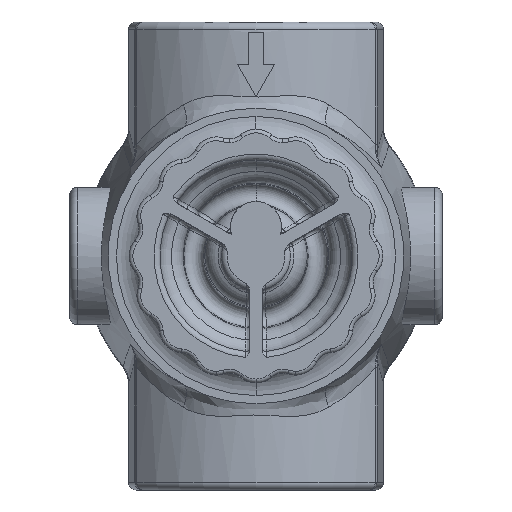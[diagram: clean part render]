
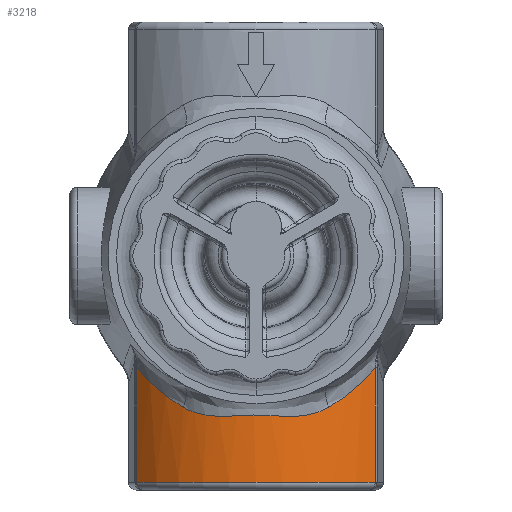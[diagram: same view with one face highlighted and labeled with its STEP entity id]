
A CAD part, front view. The second image highlights one B-rep face of the part: STEP entity #3218.
In plain terms, the highlighted cylindrical face has radius 31.623 mm (diameter 63.246 mm), a partial arc.
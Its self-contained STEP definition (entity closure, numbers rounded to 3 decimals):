
#342 = CARTESIAN_POINT ( 'NONE',  ( 20.249, -18.086, -25.719 ) ) ;
#666 = B_SPLINE_CURVE_WITH_KNOTS ( 'NONE', 3,
 ( #20292, #14359, #2864, #20166, #8426, #19921, #982, #10176, #6889, #18018, #739, #14473, #2991, #10679, #16240, #22071, #15993, #8680, #10554, #20416, #23967, #12702, #2627, #21819, #8556, #1093, #14604, #18271 ),
 .UNSPECIFIED., .F., .F.,
 ( 4, 2, 2, 2, 2, 2, 2, 2, 2, 2, 2, 2, 2, 4 ),
 ( 0., 0.004, 0.006, 0.008, 0.011, 0.013, 0.015, 0.017, 0.019, 0.021, 0.023, 0.027, 0.029, 0.031 ),
 .UNSPECIFIED. ) ;
#739 = CARTESIAN_POINT ( 'NONE',  ( 2.507, -25.307, -31.576 ) ) ;
#830 = CARTESIAN_POINT ( 'NONE',  ( -22.382, -16.192, -23.637 ) ) ;
#910 = ORIENTED_EDGE ( 'NONE', *, *, #21218, .T. ) ;
#982 = CARTESIAN_POINT ( 'NONE',  ( 8.09, -24.354, -31.748 ) ) ;
#1093 = CARTESIAN_POINT ( 'NONE',  ( -13.368, -22.442, -30.535 ) ) ;
#2247 = DIRECTION ( 'NONE',  ( 0., 0., -1. ) ) ;
#2285 = AXIS2_PLACEMENT_3D ( 'NONE', #24828, #2247, #7531 ) ;
#2504 = CARTESIAN_POINT ( 'NONE',  ( -23.605, -14.82, -22.158 ) ) ;
#2627 = CARTESIAN_POINT ( 'NONE',  ( -9.972, -23.812, -31.576 ) ) ;
#2864 = CARTESIAN_POINT ( 'NONE',  ( 12.276, -22.947, -31.006 ) ) ;
#2991 = CARTESIAN_POINT ( 'NONE',  ( 0.605, -25.401, -31.487 ) ) ;
#3218 = ADVANCED_FACE ( 'NONE', ( #15610 ), #9430, .T. ) ;
#3458 = ORIENTED_EDGE ( 'NONE', *, *, #4051, .T. ) ;
#4051 = EDGE_CURVE ( 'NONE', #11474, #4644, #22744, .T. ) ;
#4348 = CARTESIAN_POINT ( 'NONE',  ( -18.739, -19.268, -27.026 ) ) ;
#4561 = EDGE_CURVE ( 'NONE', #11284, #15254, #16471, .T. ) ;
#4590 = VECTOR ( 'NONE', #17776, 1000. ) ;
#4644 = VERTEX_POINT ( 'NONE', #8395 ) ;
#5498 = CARTESIAN_POINT ( 'NONE',  ( 22.993, -15.507, -22.899 ) ) ;
#5605 = ORIENTED_EDGE ( 'NONE', *, *, #22745, .T. ) ;
#5761 = CARTESIAN_POINT ( 'NONE',  ( 14.872, -21.69, -29.723 ) ) ;
#6372 = CARTESIAN_POINT ( 'NONE',  ( -23.605, -14.82, -22.158 ) ) ;
#6889 = CARTESIAN_POINT ( 'NONE',  ( 5.013, -25.026, -31.746 ) ) ;
#7531 = DIRECTION ( 'NONE',  ( -1., 0., 0. ) ) ;
#7645 = CARTESIAN_POINT ( 'NONE',  ( 14.403, -21.93, -29.992 ) ) ;
#7916 = CARTESIAN_POINT ( 'NONE',  ( 23.605, -14.82, -22.158 ) ) ;
#8029 = CARTESIAN_POINT ( 'NONE',  ( 17.927, -19.847, -27.669 ) ) ;
#8395 = CARTESIAN_POINT ( 'NONE',  ( 23.605, -14.82, -22.158 ) ) ;
#8399 = ORIENTED_EDGE ( 'NONE', *, *, #14379, .T. ) ;
#8426 = CARTESIAN_POINT ( 'NONE',  ( 9.913, -23.813, -31.549 ) ) ;
#8556 = CARTESIAN_POINT ( 'NONE',  ( -12.273, -22.927, -30.967 ) ) ;
#8680 = CARTESIAN_POINT ( 'NONE',  ( -4.446, -25.092, -31.708 ) ) ;
#9075 = CARTESIAN_POINT ( 'NONE',  ( 23.605, -14.82, -44.831 ) ) ;
#9255 = VERTEX_POINT ( 'NONE', #23224 ) ;
#9430 = CYLINDRICAL_SURFACE ( 'NONE', #2285, 31.623 ) ;
#10017 = CARTESIAN_POINT ( 'NONE',  ( -21.023, -17.479, -25.049 ) ) ;
#10176 = CARTESIAN_POINT ( 'NONE',  ( 6.252, -24.802, -31.808 ) ) ;
#10194 = CARTESIAN_POINT ( 'NONE',  ( -23.605, -14.82, 46.355 ) ) ;
#10398 = CARTESIAN_POINT ( 'NONE',  ( -16.66, -20.661, -28.574 ) ) ;
#10554 = CARTESIAN_POINT ( 'NONE',  ( -5.072, -24.997, -31.745 ) ) ;
#10679 = CARTESIAN_POINT ( 'NONE',  ( -0.667, -25.399, -31.488 ) ) ;
#10966 = EDGE_CURVE ( 'NONE', #15341, #11474, #23787, .T. ) ;
#11284 = VERTEX_POINT ( 'NONE', #22113 ) ;
#11474 = VERTEX_POINT ( 'NONE', #9075 ) ;
#12702 = CARTESIAN_POINT ( 'NONE',  ( -8.781, -24.183, -31.721 ) ) ;
#14116 = LINE ( 'NONE', #10194, #4590 ) ;
#14197 = CARTESIAN_POINT ( 'NONE',  ( -17.936, -19.841, -27.662 ) ) ;
#14359 = CARTESIAN_POINT ( 'NONE',  ( 13.375, -22.455, -30.581 ) ) ;
#14379 = EDGE_CURVE ( 'NONE', #4644, #9255, #24356, .T. ) ;
#14473 = CARTESIAN_POINT ( 'NONE',  ( 1.243, -25.382, -31.508 ) ) ;
#14559 = VECTOR ( 'NONE', #24853, 1000. ) ;
#14604 = CARTESIAN_POINT ( 'NONE',  ( -13.895, -22.189, -30.283 ) ) ;
#15219 = CARTESIAN_POINT ( 'NONE',  ( 16.658, -20.661, -28.575 ) ) ;
#15254 = VERTEX_POINT ( 'NONE', #2504 ) ;
#15341 = VERTEX_POINT ( 'NONE', #24320 ) ;
#15343 = CARTESIAN_POINT ( 'NONE',  ( 16.224, -20.926, -28.87 ) ) ;
#15576 = EDGE_LOOP ( 'NONE', ( #20849, #3458, #8399, #910, #24461, #5605 ) ) ;
#15610 = FACE_OUTER_BOUND ( 'NONE', #15576, .T. ) ;
#15993 = CARTESIAN_POINT ( 'NONE',  ( -3.191, -25.245, -31.625 ) ) ;
#16059 = DIRECTION ( 'NONE',  ( 0., 0., 1. ) ) ;
#16240 = CARTESIAN_POINT ( 'NONE',  ( -1.3, -25.38, -31.51 ) ) ;
#16471 = B_SPLINE_CURVE_WITH_KNOTS ( 'NONE', 3,
 ( #23571, #21541, #17857, #19507, #10398, #14197, #4348, #10017, #830, #6372 ),
 .UNSPECIFIED., .F., .F.,
 ( 4, 2, 2, 2, 4 ),
 ( 0.046, 0.048, 0.05, 0.053, 0.06 ),
 .UNSPECIFIED. ) ;
#17239 = CARTESIAN_POINT ( 'NONE',  ( 15.332, -21.439, -29.444 ) ) ;
#17776 = DIRECTION ( 'NONE',  ( 0., 0., -1. ) ) ;
#17857 = CARTESIAN_POINT ( 'NONE',  ( -15.325, -21.443, -29.448 ) ) ;
#17970 = CARTESIAN_POINT ( 'NONE',  ( 0., 6.223, -44.831 ) ) ;
#18018 = CARTESIAN_POINT ( 'NONE',  ( 3.136, -25.25, -31.621 ) ) ;
#18271 = CARTESIAN_POINT ( 'NONE',  ( -14.403, -21.93, -29.992 ) ) ;
#19397 = CARTESIAN_POINT ( 'NONE',  ( 18.727, -19.277, -27.036 ) ) ;
#19507 = CARTESIAN_POINT ( 'NONE',  ( -16.221, -20.928, -28.872 ) ) ;
#19921 = CARTESIAN_POINT ( 'NONE',  ( 8.7, -24.186, -31.703 ) ) ;
#19995 = DIRECTION ( 'NONE',  ( 1., 0., 0. ) ) ;
#20166 = CARTESIAN_POINT ( 'NONE',  ( 10.52, -23.606, -31.439 ) ) ;
#20292 = CARTESIAN_POINT ( 'NONE',  ( 14.403, -21.93, -29.992 ) ) ;
#20416 = CARTESIAN_POINT ( 'NONE',  ( -6.322, -24.768, -31.785 ) ) ;
#20849 = ORIENTED_EDGE ( 'NONE', *, *, #10966, .T. ) ;
#20917 = CARTESIAN_POINT ( 'NONE',  ( 22.342, -16.177, -23.627 ) ) ;
#21218 = EDGE_CURVE ( 'NONE', #9255, #11284, #666, .T. ) ;
#21541 = CARTESIAN_POINT ( 'NONE',  ( -14.868, -21.692, -29.726 ) ) ;
#21757 = AXIS2_PLACEMENT_3D ( 'NONE', #17970, #16059, #19995 ) ;
#21819 = CARTESIAN_POINT ( 'NONE',  ( -11.703, -23.161, -31.147 ) ) ;
#22071 = CARTESIAN_POINT ( 'NONE',  ( -2.563, -25.302, -31.58 ) ) ;
#22113 = CARTESIAN_POINT ( 'NONE',  ( -14.403, -21.93, -29.992 ) ) ;
#22744 = LINE ( 'NONE', #22865, #14559 ) ;
#22745 = EDGE_CURVE ( 'NONE', #15254, #15341, #14116, .T. ) ;
#22865 = CARTESIAN_POINT ( 'NONE',  ( 23.605, -14.82, 46.355 ) ) ;
#22946 = CARTESIAN_POINT ( 'NONE',  ( 20.971, -17.465, -25.036 ) ) ;
#23224 = CARTESIAN_POINT ( 'NONE',  ( 14.403, -21.93, -29.992 ) ) ;
#23571 = CARTESIAN_POINT ( 'NONE',  ( -14.403, -21.93, -29.992 ) ) ;
#23787 = CIRCLE ( 'NONE', #21757, 31.623 ) ;
#23967 = CARTESIAN_POINT ( 'NONE',  ( -6.944, -24.635, -31.787 ) ) ;
#24320 = CARTESIAN_POINT ( 'NONE',  ( -23.605, -14.82, -44.831 ) ) ;
#24356 = B_SPLINE_CURVE_WITH_KNOTS ( 'NONE', 3,
 ( #7916, #5498, #20917, #22946, #342, #19397, #8029, #15219, #15343, #17239, #5761, #7645 ),
 .UNSPECIFIED., .F., .F.,
 ( 4, 2, 2, 2, 2, 4 ),
 ( 0.001, 0.004, 0.008, 0.011, 0.013, 0.015 ),
 .UNSPECIFIED. ) ;
#24461 = ORIENTED_EDGE ( 'NONE', *, *, #4561, .T. ) ;
#24828 = CARTESIAN_POINT ( 'NONE',  ( 0., 6.223, 46.355 ) ) ;
#24853 = DIRECTION ( 'NONE',  ( 0., 0., 1. ) ) ;
